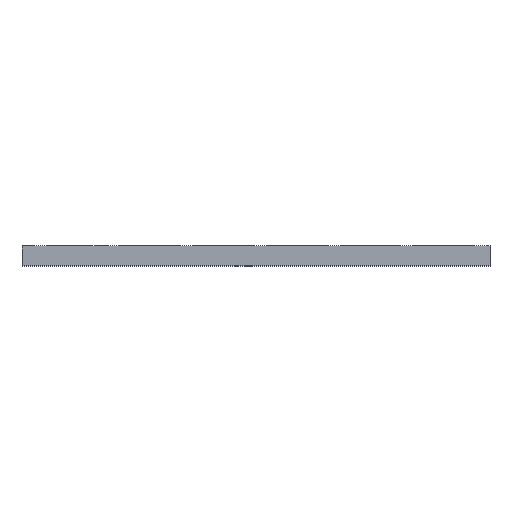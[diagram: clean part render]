
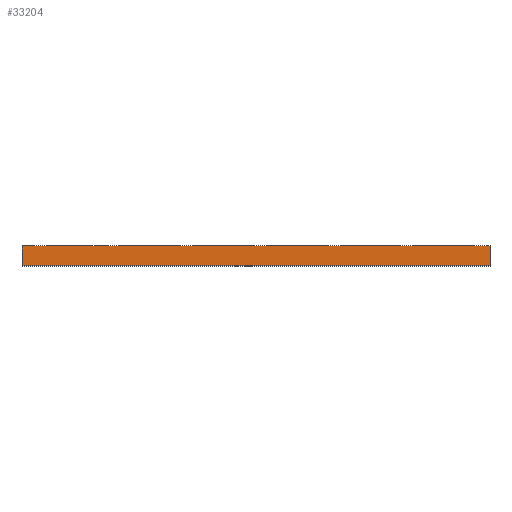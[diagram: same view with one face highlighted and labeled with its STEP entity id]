
A CAD part, top view. The second image highlights one B-rep face of the part: STEP entity #33204.
In plain terms, the highlighted planar face has unit normal (0, 0, 1).
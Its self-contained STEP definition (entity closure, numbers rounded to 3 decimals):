
#2661=DIRECTION('',(1.,0.,0.));
#2662=VECTOR('',#2661,119.2);
#2663=CARTESIAN_POINT('',(-12.25,1.3,38.));
#2664=LINE('',#2663,#2662);
#6257=DIRECTION('',(0.,1.,0.));
#6258=VECTOR('',#6257,5.);
#6259=CARTESIAN_POINT('',(-12.25,-3.7,38.));
#6260=LINE('',#6259,#6258);
#6333=DIRECTION('',(0.,1.,0.));
#6334=VECTOR('',#6333,5.);
#6335=CARTESIAN_POINT('',(106.95,-3.7,38.));
#6336=LINE('',#6335,#6334);
#6385=DIRECTION('',(1.,0.,0.));
#6386=VECTOR('',#6385,119.2);
#6387=CARTESIAN_POINT('',(-12.25,-3.7,38.));
#6388=LINE('',#6387,#6386);
#18955=CARTESIAN_POINT('',(-12.25,-3.7,38.));
#18956=VERTEX_POINT('',#18955);
#18957=CARTESIAN_POINT('',(-12.25,1.3,38.));
#18958=VERTEX_POINT('',#18957);
#18987=CARTESIAN_POINT('',(106.95,-3.7,38.));
#18988=VERTEX_POINT('',#18987);
#18989=CARTESIAN_POINT('',(106.95,1.3,38.));
#18990=VERTEX_POINT('',#18989);
#33193=CARTESIAN_POINT('',(-12.25,-3.7,38.));
#33194=DIRECTION('',(0.,0.,1.));
#33195=DIRECTION('',(0.,1.,0.));
#33196=AXIS2_PLACEMENT_3D('',#33193,#33194,#33195);
#33197=PLANE('',#33196);
#33198=ORIENTED_EDGE('',*,*,#32994,.T.);
#33199=ORIENTED_EDGE('',*,*,#28210,.T.);
#33200=ORIENTED_EDGE('',*,*,#33057,.F.);
#33201=ORIENTED_EDGE('',*,*,#33186,.F.);
#33202=EDGE_LOOP('',(#33198,#33199,#33200,#33201));
#33203=FACE_OUTER_BOUND('',#33202,.F.);
#33204=ADVANCED_FACE('',(#33203),#33197,.T.);
#28210=EDGE_CURVE('',#18958,#18990,#2664,.T.);
#32994=EDGE_CURVE('',#18956,#18958,#6260,.T.);
#33057=EDGE_CURVE('',#18988,#18990,#6336,.T.);
#33186=EDGE_CURVE('',#18956,#18988,#6388,.T.);
